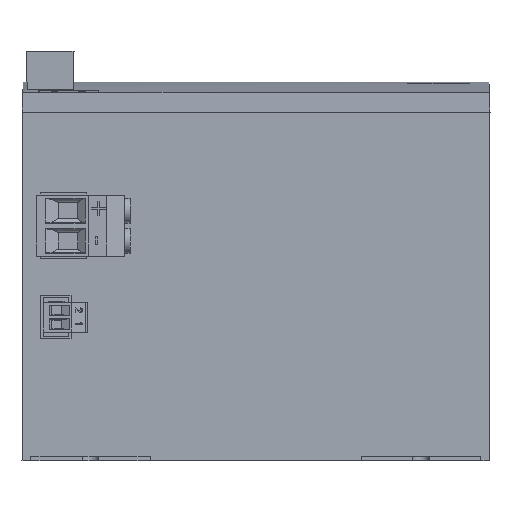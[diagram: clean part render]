
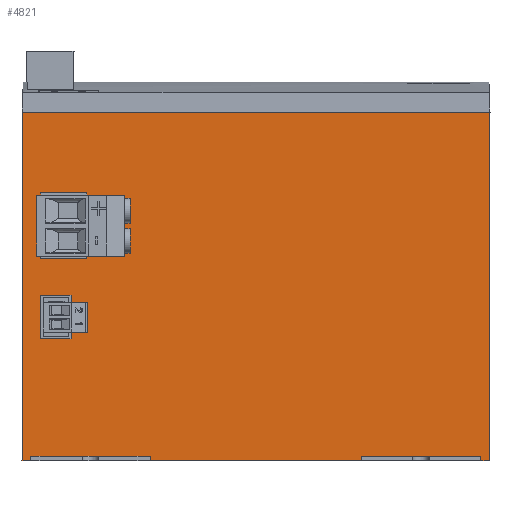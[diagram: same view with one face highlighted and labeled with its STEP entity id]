
A CAD part, front view. The second image highlights one B-rep face of the part: STEP entity #4821.
In plain terms, the highlighted planar face has unit normal (0, -1, 0).
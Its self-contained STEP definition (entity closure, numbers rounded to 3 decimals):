
#430=FACE_BOUND('',#7736,.T.);
#431=FACE_BOUND('',#7737,.T.);
#432=FACE_BOUND('',#7738,.T.);
#4821=ADVANCED_FACE('NONE',(#430,#431,#432),#5843,.T.);
#5843=PLANE('',#23284);
#7736=EDGE_LOOP('',(#9759,#9760,#9761,#9762,#9763,#9764,#9765,#9766));
#7737=EDGE_LOOP('',(#9767,#9768,#9769,#9770));
#7738=EDGE_LOOP('',(#9771,#9772,#9773,#9774,#9775,#9776,#9777,#9778,#9779,
#9780,#9781,#9782,#9783,#9784));
#9759=ORIENTED_EDGE('',*,*,#17232,.F.);
#9760=ORIENTED_EDGE('',*,*,#17233,.T.);
#9761=ORIENTED_EDGE('',*,*,#17234,.F.);
#9762=ORIENTED_EDGE('',*,*,#17235,.F.);
#9763=ORIENTED_EDGE('',*,*,#17236,.F.);
#9764=ORIENTED_EDGE('',*,*,#17237,.T.);
#9765=ORIENTED_EDGE('',*,*,#17238,.F.);
#9766=ORIENTED_EDGE('',*,*,#17239,.F.);
#9767=ORIENTED_EDGE('',*,*,#17240,.F.);
#9768=ORIENTED_EDGE('',*,*,#17241,.F.);
#9769=ORIENTED_EDGE('',*,*,#17242,.F.);
#9770=ORIENTED_EDGE('',*,*,#17243,.F.);
#9771=ORIENTED_EDGE('',*,*,#17244,.T.);
#9772=ORIENTED_EDGE('',*,*,#17245,.T.);
#9773=ORIENTED_EDGE('',*,*,#17246,.F.);
#9774=ORIENTED_EDGE('',*,*,#17227,.F.);
#9775=ORIENTED_EDGE('',*,*,#17247,.T.);
#9776=ORIENTED_EDGE('',*,*,#17248,.F.);
#9777=ORIENTED_EDGE('',*,*,#17249,.F.);
#9778=ORIENTED_EDGE('',*,*,#17250,.T.);
#9779=ORIENTED_EDGE('',*,*,#17251,.T.);
#9780=ORIENTED_EDGE('',*,*,#17252,.F.);
#9781=ORIENTED_EDGE('',*,*,#17253,.F.);
#9782=ORIENTED_EDGE('',*,*,#17254,.T.);
#9783=ORIENTED_EDGE('',*,*,#17255,.T.);
#9784=ORIENTED_EDGE('',*,*,#17256,.F.);
#15084=VERTEX_POINT('',#48886);
#15085=VERTEX_POINT('',#48888);
#15089=VERTEX_POINT('',#48898);
#15090=VERTEX_POINT('',#48899);
#15091=VERTEX_POINT('',#48901);
#15092=VERTEX_POINT('',#48903);
#15093=VERTEX_POINT('',#48905);
#15094=VERTEX_POINT('',#48907);
#15095=VERTEX_POINT('',#48909);
#15096=VERTEX_POINT('',#48911);
#15097=VERTEX_POINT('',#48914);
#15098=VERTEX_POINT('',#48915);
#15099=VERTEX_POINT('',#48917);
#15100=VERTEX_POINT('',#48919);
#15101=VERTEX_POINT('',#48922);
#15102=VERTEX_POINT('',#48923);
#15103=VERTEX_POINT('',#48925);
#15104=VERTEX_POINT('',#48928);
#15105=VERTEX_POINT('',#48930);
#15106=VERTEX_POINT('',#48932);
#15107=VERTEX_POINT('',#48934);
#15108=VERTEX_POINT('',#48936);
#15109=VERTEX_POINT('',#48938);
#15110=VERTEX_POINT('',#48940);
#15111=VERTEX_POINT('',#48942);
#15112=VERTEX_POINT('',#48944);
#17227=EDGE_CURVE('',#15084,#15085,#19802,.T.);
#17232=EDGE_CURVE('',#15089,#15090,#19804,.T.);
#17233=EDGE_CURVE('',#15089,#15091,#19805,.T.);
#17234=EDGE_CURVE('',#15092,#15091,#19806,.T.);
#17235=EDGE_CURVE('',#15093,#15092,#19807,.T.);
#17236=EDGE_CURVE('',#15094,#15093,#19808,.T.);
#17237=EDGE_CURVE('',#15094,#15095,#19809,.T.);
#17238=EDGE_CURVE('',#15096,#15095,#19810,.T.);
#17239=EDGE_CURVE('',#15090,#15096,#19811,.T.);
#17240=EDGE_CURVE('',#15097,#15098,#19812,.T.);
#17241=EDGE_CURVE('',#15099,#15097,#19813,.T.);
#17242=EDGE_CURVE('',#15100,#15099,#19814,.T.);
#17243=EDGE_CURVE('',#15098,#15100,#19815,.T.);
#17244=EDGE_CURVE('',#15101,#15102,#19816,.T.);
#17245=EDGE_CURVE('',#15102,#15103,#19817,.T.);
#17246=EDGE_CURVE('',#15085,#15103,#19818,.T.);
#17247=EDGE_CURVE('',#15084,#15104,#19819,.T.);
#17248=EDGE_CURVE('',#15105,#15104,#19820,.T.);
#17249=EDGE_CURVE('',#15106,#15105,#19821,.T.);
#17250=EDGE_CURVE('NONE',#15106,#15107,#19822,.T.);
#17251=EDGE_CURVE('NONE',#15107,#15108,#19823,.T.);
#17252=EDGE_CURVE('',#15109,#15108,#19824,.T.);
#17253=EDGE_CURVE('NONE',#15110,#15109,#19825,.T.);
#17254=EDGE_CURVE('',#15110,#15111,#19826,.T.);
#17255=EDGE_CURVE('',#15111,#15112,#19827,.T.);
#17256=EDGE_CURVE('',#15101,#15112,#19828,.T.);
#19802=LINE('',#48887,#21234);
#19804=LINE('',#48897,#21236);
#19805=LINE('',#48900,#21237);
#19806=LINE('',#48902,#21238);
#19807=LINE('',#48904,#21239);
#19808=LINE('',#48906,#21240);
#19809=LINE('',#48908,#21241);
#19810=LINE('',#48910,#21242);
#19811=LINE('',#48912,#21243);
#19812=LINE('',#48913,#21244);
#19813=LINE('',#48916,#21245);
#19814=LINE('',#48918,#21246);
#19815=LINE('',#48920,#21247);
#19816=LINE('',#48921,#21248);
#19817=LINE('',#48924,#21249);
#19818=LINE('',#48926,#21250);
#19819=LINE('',#48927,#21251);
#19820=LINE('',#48929,#21252);
#19821=LINE('',#48931,#21253);
#19822=LINE('',#48933,#21254);
#19823=LINE('',#48935,#21255);
#19824=LINE('',#48937,#21256);
#19825=LINE('',#48939,#21257);
#19826=LINE('',#48941,#21258);
#19827=LINE('',#48943,#21259);
#19828=LINE('',#48945,#21260);
#21234=VECTOR('',#25122,1.);
#21236=VECTOR('',#25132,1.);
#21237=VECTOR('',#25133,1.);
#21238=VECTOR('',#25134,1.);
#21239=VECTOR('',#25135,1.);
#21240=VECTOR('',#25136,1.);
#21241=VECTOR('',#25137,1.);
#21242=VECTOR('',#25138,1.);
#21243=VECTOR('',#25139,1.);
#21244=VECTOR('',#25140,1.);
#21245=VECTOR('',#25141,1.);
#21246=VECTOR('',#25142,1.);
#21247=VECTOR('',#25143,1.);
#21248=VECTOR('',#25144,1.);
#21249=VECTOR('',#25145,1.);
#21250=VECTOR('',#25146,1.);
#21251=VECTOR('',#25147,1.);
#21252=VECTOR('',#25148,1.);
#21253=VECTOR('',#25149,1.);
#21254=VECTOR('',#25150,1.);
#21255=VECTOR('',#25151,1.);
#21256=VECTOR('',#25152,1.);
#21257=VECTOR('',#25153,1.);
#21258=VECTOR('',#25154,1.);
#21259=VECTOR('',#25155,1.);
#21260=VECTOR('',#25156,1.);
#23284=AXIS2_PLACEMENT_3D('',#48946,#25157,#25158);
#25122=DIRECTION('',(1.,0.,0.));
#25132=DIRECTION('',(-1.,0.,0.));
#25133=DIRECTION('',(0.,0.,-1.));
#25134=DIRECTION('',(-1.,0.,0.));
#25135=DIRECTION('',(0.,0.,1.));
#25136=DIRECTION('',(1.,0.,0.));
#25137=DIRECTION('',(0.,0.,-1.));
#25138=DIRECTION('',(1.,0.,0.));
#25139=DIRECTION('',(0.,0.,-1.));
#25140=DIRECTION('',(0.,0.,-1.));
#25141=DIRECTION('',(-1.,0.,0.));
#25142=DIRECTION('',(0.,0.,1.));
#25143=DIRECTION('',(1.,0.,0.));
#25144=DIRECTION('',(0.,0.,1.));
#25145=DIRECTION('',(-1.,0.,0.));
#25146=DIRECTION('',(-0.035,0.,-0.999));
#25147=DIRECTION('',(0.,0.,-1.));
#25148=DIRECTION('',(-1.,0.,0.));
#25149=DIRECTION('',(0.,0.,-1.));
#25150=DIRECTION('',(1.,0.,0.));
#25151=DIRECTION('',(0.,0.,-1.));
#25152=DIRECTION('',(-1.,0.,0.));
#25153=DIRECTION('',(0.,0.,-1.));
#25154=DIRECTION('',(1.,0.,0.));
#25155=DIRECTION('',(0.,0.,-1.));
#25156=DIRECTION('',(-1.,0.,0.));
#25157=DIRECTION('',(0.,-1.,0.));
#25158=DIRECTION('',(-1.,0.,0.));
#48886=CARTESIAN_POINT('',(0.001,30.54,117.));
#48887=CARTESIAN_POINT('',(155.843,30.54,117.));
#48888=CARTESIAN_POINT('',(0.06,30.54,117.));
#48897=CARTESIAN_POINT('',(20.801,30.54,55.45));
#48898=CARTESIAN_POINT('',(16.451,30.54,55.45));
#48899=CARTESIAN_POINT('',(6.251,30.54,55.45));
#48900=CARTESIAN_POINT('',(16.451,30.54,115.5));
#48901=CARTESIAN_POINT('',(16.451,30.54,50.65));
#48902=CARTESIAN_POINT('',(17.951,30.54,50.65));
#48903=CARTESIAN_POINT('',(17.951,30.54,50.65));
#48904=CARTESIAN_POINT('',(17.951,30.54,48.15));
#48905=CARTESIAN_POINT('',(17.951,30.54,45.65));
#48906=CARTESIAN_POINT('',(16.451,30.54,45.65));
#48907=CARTESIAN_POINT('',(16.451,30.54,45.65));
#48908=CARTESIAN_POINT('',(16.451,30.54,115.5));
#48909=CARTESIAN_POINT('',(16.451,30.54,40.85));
#48910=CARTESIAN_POINT('',(16.451,30.54,40.85));
#48911=CARTESIAN_POINT('',(6.251,30.54,40.85));
#48912=CARTESIAN_POINT('',(6.251,30.54,115.5));
#48913=CARTESIAN_POINT('',(6.251,30.54,115.5));
#48914=CARTESIAN_POINT('',(6.251,30.54,89.85));
#48915=CARTESIAN_POINT('',(6.251,30.54,67.8));
#48916=CARTESIAN_POINT('',(11.001,30.54,89.85));
#48917=CARTESIAN_POINT('',(21.801,30.54,89.85));
#48918=CARTESIAN_POINT('',(21.801,30.54,72.15));
#48919=CARTESIAN_POINT('',(21.801,30.54,67.8));
#48920=CARTESIAN_POINT('',(6.251,30.54,67.8));
#48921=CARTESIAN_POINT('',(157.001,30.54,115.5));
#48922=CARTESIAN_POINT('',(157.001,30.54,0.));
#48923=CARTESIAN_POINT('',(157.001,30.54,116.988));
#48924=CARTESIAN_POINT('',(155.501,30.54,116.988));
#48925=CARTESIAN_POINT('',(0.06,30.54,116.988));
#48926=CARTESIAN_POINT('',(0.391,30.54,126.474));
#48927=CARTESIAN_POINT('',(0.001,30.54,115.501));
#48928=CARTESIAN_POINT('',(0.001,30.54,0.));
#48929=CARTESIAN_POINT('',(78.501,30.54,0.));
#48930=CARTESIAN_POINT('',(3.001,30.54,0.));
#48931=CARTESIAN_POINT('',(3.001,30.54,115.501));
#48932=CARTESIAN_POINT('',(3.001,30.54,1.5));
#48933=CARTESIAN_POINT('',(78.501,30.54,1.5));
#48934=CARTESIAN_POINT('',(43.001,30.54,1.5));
#48935=CARTESIAN_POINT('',(43.001,30.54,1.5));
#48936=CARTESIAN_POINT('',(43.001,30.54,0.));
#48937=CARTESIAN_POINT('',(78.501,30.54,0.));
#48938=CARTESIAN_POINT('',(114.001,30.54,0.));
#48939=CARTESIAN_POINT('',(114.001,30.54,115.5));
#48940=CARTESIAN_POINT('',(114.001,30.54,1.5));
#48941=CARTESIAN_POINT('',(78.501,30.54,1.5));
#48942=CARTESIAN_POINT('',(154.001,30.54,1.5));
#48943=CARTESIAN_POINT('',(154.001,30.54,1.5));
#48944=CARTESIAN_POINT('',(154.001,30.54,0.));
#48945=CARTESIAN_POINT('',(78.501,30.54,0.));
#48946=CARTESIAN_POINT('',(314.638,30.54,115.5));
